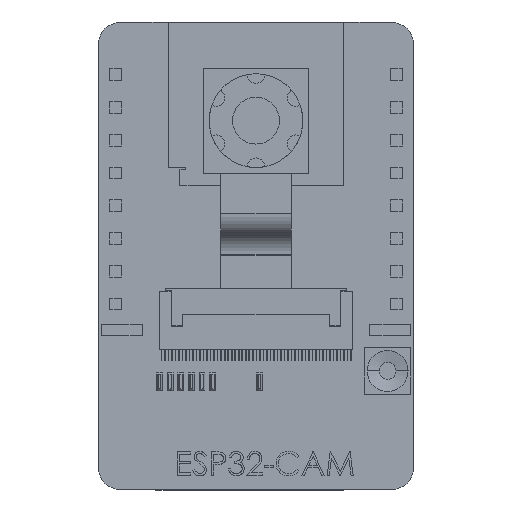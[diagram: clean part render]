
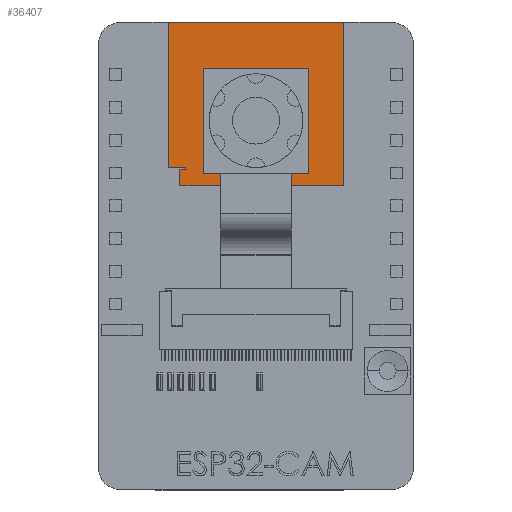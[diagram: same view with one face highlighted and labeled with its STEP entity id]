
A CAD part, top view. The second image highlights one B-rep face of the part: STEP entity #36407.
In plain terms, the highlighted planar face has unit normal (0, 0, 1).
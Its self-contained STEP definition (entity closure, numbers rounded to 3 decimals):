
#32 = CARTESIAN_POINT ( 'NONE',  ( 7.5, 6., 3. ) ) ;
#1840 = VECTOR ( 'NONE', #48827, 1000. ) ;
#2611 = CARTESIAN_POINT ( 'NONE',  ( -7.5, 20., 3. ) ) ;
#3086 = LINE ( 'NONE', #9187, #1840 ) ;
#4747 = VECTOR ( 'NONE', #50391, 1000. ) ;
#5049 = VERTEX_POINT ( 'NONE', #35167 ) ;
#5504 = CARTESIAN_POINT ( 'NONE',  ( -7.5, 20., 3. ) ) ;
#5864 = ORIENTED_EDGE ( 'NONE', *, *, #44317, .T. ) ;
#6336 = VECTOR ( 'NONE', #33813, 1000. ) ;
#6601 = EDGE_CURVE ( 'NONE', #15708, #43744, #31008, .T. ) ;
#6756 = LINE ( 'NONE', #42892, #45323 ) ;
#7670 = PLANE ( 'NONE',  #27434 ) ;
#9067 = CARTESIAN_POINT ( 'NONE',  ( -6., 7.6, 3. ) ) ;
#9187 = CARTESIAN_POINT ( 'NONE',  ( -6., 7.4, 3. ) ) ;
#9194 = DIRECTION ( 'NONE',  ( 1., 0., 0. ) ) ;
#9774 = ORIENTED_EDGE ( 'NONE', *, *, #38814, .T. ) ;
#9866 = DIRECTION ( 'NONE',  ( 1., 0., 0. ) ) ;
#11086 = VERTEX_POINT ( 'NONE', #43777 ) ;
#13847 = ORIENTED_EDGE ( 'NONE', *, *, #28190, .T. ) ;
#15708 = VERTEX_POINT ( 'NONE', #32 ) ;
#17234 = DIRECTION ( 'NONE',  ( 0., -1., 0. ) ) ;
#17324 = EDGE_CURVE ( 'NONE', #5049, #27640, #41881, .T. ) ;
#17616 = VECTOR ( 'NONE', #34260, 1000. ) ;
#18495 = VECTOR ( 'NONE', #17234, 1000. ) ;
#20731 = VECTOR ( 'NONE', #9194, 1000. ) ;
#20990 = CARTESIAN_POINT ( 'NONE',  ( 7.5, 20., 3. ) ) ;
#21203 = EDGE_CURVE ( 'NONE', #47196, #5049, #3086, .T. ) ;
#21490 = EDGE_CURVE ( 'NONE', #27640, #15708, #6756, .T. ) ;
#22807 = EDGE_LOOP ( 'NONE', ( #37114, #5864, #9774, #13847, #25539, #31983, #32926, #42881 ) ) ;
#23635 = CARTESIAN_POINT ( 'NONE',  ( 0., 0., 3. ) ) ;
#24139 = VECTOR ( 'NONE', #31113, 1000. ) ;
#25336 = FACE_OUTER_BOUND ( 'NONE', #22807, .T. ) ;
#25539 = ORIENTED_EDGE ( 'NONE', *, *, #29893, .T. ) ;
#27434 = AXIS2_PLACEMENT_3D ( 'NONE', #23635, #49351, #9866 ) ;
#27474 = LINE ( 'NONE', #5504, #6336 ) ;
#27551 = LINE ( 'NONE', #36690, #20731 ) ;
#27640 = VERTEX_POINT ( 'NONE', #48724 ) ;
#28190 = EDGE_CURVE ( 'NONE', #11086, #40196, #27551, .T. ) ;
#29893 = EDGE_CURVE ( 'NONE', #40196, #47196, #32869, .T. ) ;
#31008 = LINE ( 'NONE', #39609, #24139 ) ;
#31089 = DIRECTION ( 'NONE',  ( 1., 0., 0. ) ) ;
#31113 = DIRECTION ( 'NONE',  ( 0., 1., 0. ) ) ;
#31983 = ORIENTED_EDGE ( 'NONE', *, *, #21203, .T. ) ;
#32869 = LINE ( 'NONE', #9067, #18495 ) ;
#32926 = ORIENTED_EDGE ( 'NONE', *, *, #17324, .T. ) ;
#33369 = LINE ( 'NONE', #42398, #4747 ) ;
#33813 = DIRECTION ( 'NONE',  ( 0., -1., 0. ) ) ;
#34260 = DIRECTION ( 'NONE',  ( 0., -1., 0. ) ) ;
#35167 = CARTESIAN_POINT ( 'NONE',  ( -6.5, 7.4, 3. ) ) ;
#36407 = ADVANCED_FACE ( 'NONE', ( #25336 ), #7670, .T. ) ;
#36690 = CARTESIAN_POINT ( 'NONE',  ( -7.5, 7.6, 3. ) ) ;
#37114 = ORIENTED_EDGE ( 'NONE', *, *, #6601, .T. ) ;
#37455 = CARTESIAN_POINT ( 'NONE',  ( -6., 7.4, 3. ) ) ;
#38814 = EDGE_CURVE ( 'NONE', #44472, #11086, #27474, .T. ) ;
#39609 = CARTESIAN_POINT ( 'NONE',  ( 7.5, 20., 3. ) ) ;
#40196 = VERTEX_POINT ( 'NONE', #49549 ) ;
#41585 = CARTESIAN_POINT ( 'NONE',  ( -6.5, 7.4, 3. ) ) ;
#41881 = LINE ( 'NONE', #41585, #17616 ) ;
#42398 = CARTESIAN_POINT ( 'NONE',  ( -7.5, 20., 3. ) ) ;
#42881 = ORIENTED_EDGE ( 'NONE', *, *, #21490, .T. ) ;
#42892 = CARTESIAN_POINT ( 'NONE',  ( -6.5, 6., 3. ) ) ;
#43744 = VERTEX_POINT ( 'NONE', #20990 ) ;
#43777 = CARTESIAN_POINT ( 'NONE',  ( -7.5, 7.6, 3. ) ) ;
#44317 = EDGE_CURVE ( 'NONE', #43744, #44472, #33369, .T. ) ;
#44472 = VERTEX_POINT ( 'NONE', #2611 ) ;
#45323 = VECTOR ( 'NONE', #31089, 1000. ) ;
#47196 = VERTEX_POINT ( 'NONE', #37455 ) ;
#48724 = CARTESIAN_POINT ( 'NONE',  ( -6.5, 6., 3. ) ) ;
#48827 = DIRECTION ( 'NONE',  ( -1., 0., 0. ) ) ;
#49351 = DIRECTION ( 'NONE',  ( 0., 0., 1. ) ) ;
#49549 = CARTESIAN_POINT ( 'NONE',  ( -6., 7.6, 3. ) ) ;
#50391 = DIRECTION ( 'NONE',  ( -1., 0., 0. ) ) ;
